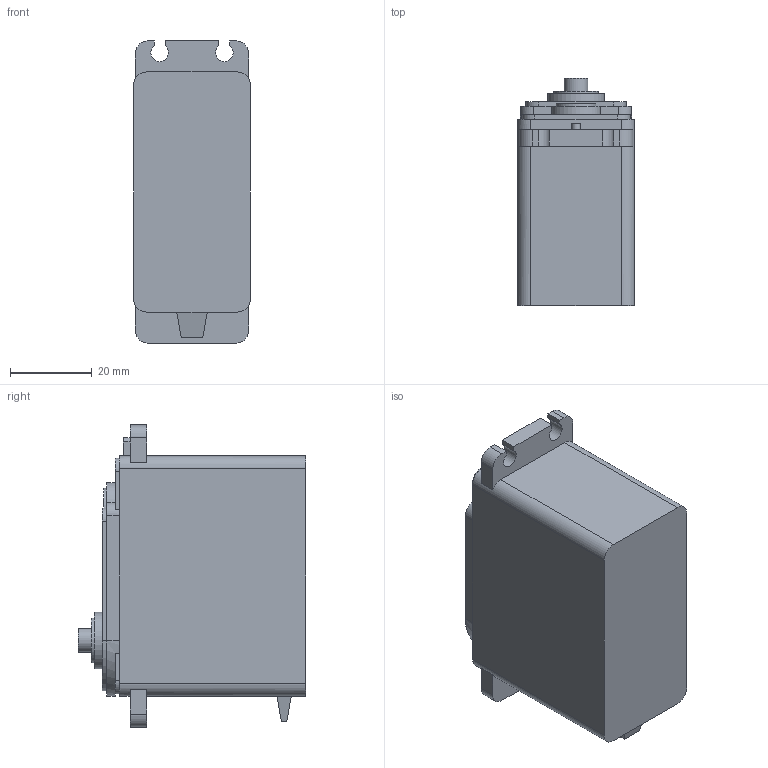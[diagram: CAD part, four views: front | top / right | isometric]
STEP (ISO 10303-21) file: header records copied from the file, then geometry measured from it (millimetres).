
FILE_DESCRIPTION(/* description */ (''),/* implementation_level */ '2;1');
FILE_NAME(/* name */ 'Quarter_scale_servo.stp',/* time_stamp */ '2013-11-18T10:01:40-05:00',/* author */ ('Wren'),/* organization */ (''),/* preprocessor_version */ 'ST-DEVELOPER v15.2',/* originating_system */ 'Autodesk Inventor 2014',/* authorisation */ '');
FILE_SCHEMA (('AUTOMOTIVE_DESIGN { 1 0 10303 214 3 1 1 }'));
Length unit declared in the file: inch
Products named in the file (1): Quarter_scale_servo
Bounding box: 28.47 x 55.59 x 73.84 mm (x, y, z)
Volume: 83061.9 mm3; surface area: 12851 mm2
Topology: 1 solids, 1 shells, 81 faces, 217 edges, 144 vertices
Faces by surface type: plane 55, cylinder 26
Full cylindrical faces by diameter (mm): 5.715 x1, 10.922 x1, 13.856 x1
Entity records: 2563 total; most frequent: DIRECTION 444, CARTESIAN_POINT 440, ORIENTED_EDGE 428, EDGE_CURVE 214, LINE 148, VECTOR 148, AXIS2_PLACEMENT_3D 148, VERTEX_POINT 144
